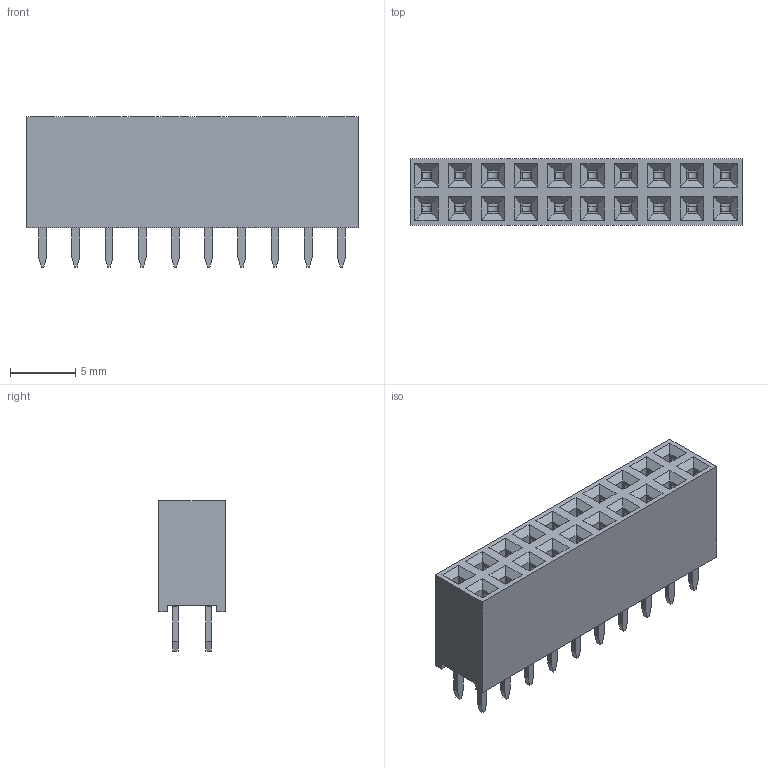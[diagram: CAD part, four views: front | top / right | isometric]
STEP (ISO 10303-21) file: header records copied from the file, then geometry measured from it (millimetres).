
FILE_DESCRIPTION(('STEP AP214'), '1');
FILE_NAME('PBD', '', ('UNSPECIFIED'), ('UNSPECIFIED'), 'ASCON STEP Converter 1.6', 'ASCON Math Kernel', '');
FILE_SCHEMA(('AUTOMOTIVE_DESIGN { 1 0 10303 214 3 1 1}'));
Length unit declared in the file: millimetre
Bounding box: 25.4 x 5.08 x 11.5 mm (x, y, z)
Volume: 961.1 mm3; surface area: 1670 mm2
Topology: 1 solids, 1 shells, 1090 faces, 2984 edges, 1856 vertices
Faces by surface type: plane 950, cylinder 140
Entity records: 42528 total; most frequent: ORIENTED_EDGE 5968, CARTESIAN_POINT 5931, DIRECTION 5526, EDGE_CURVE 2984, LINE 2624, VECTOR 2624, VERTEX_POINT 1856, AXIS2_PLACEMENT_3D 1451
